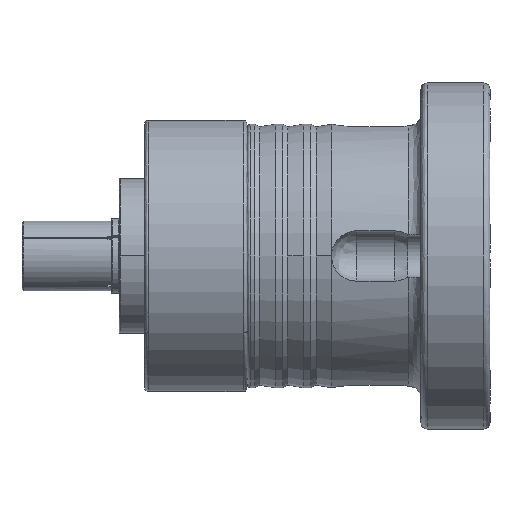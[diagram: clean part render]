
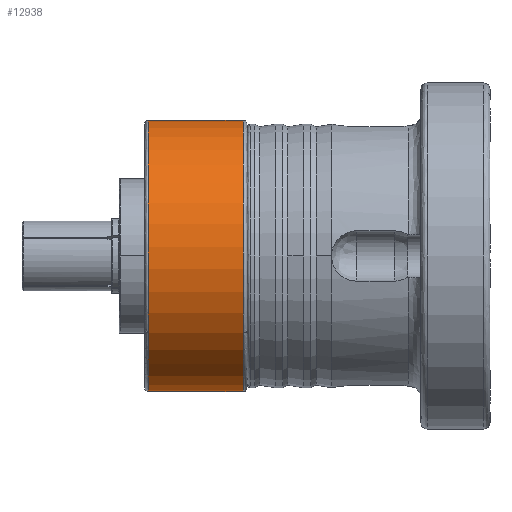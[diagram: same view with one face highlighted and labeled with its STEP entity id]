
A CAD part, left-side view. The second image highlights one B-rep face of the part: STEP entity #12938.
In plain terms, the highlighted cylindrical face has radius 53 mm (diameter 106 mm), a partial arc.
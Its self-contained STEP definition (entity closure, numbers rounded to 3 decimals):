
#12 = DIRECTION ( 'NONE',  ( 0., 0., 1. ) ) ;
#43 = DIRECTION ( 'NONE',  ( 0., -1., 0. ) ) ;
#53 = CARTESIAN_POINT ( 'NONE',  ( 0., 133.5, -53. ) ) ;
#60 = CARTESIAN_POINT ( 'NONE',  ( 0., 133.5, 0. ) ) ;
#171 = CARTESIAN_POINT ( 'NONE',  ( 0., 96.5, 53. ) ) ;
#527 = FACE_OUTER_BOUND ( 'NONE', #5766, .T. ) ;
#999 = CARTESIAN_POINT ( 'NONE',  ( 0., 150., 53. ) ) ;
#1842 = DIRECTION ( 'NONE',  ( 0., 0., 1. ) ) ;
#1934 = EDGE_CURVE ( 'NONE', #8862, #13990, #3782, .T. ) ;
#2837 = VECTOR ( 'NONE', #18737, 1000. ) ;
#3015 = VERTEX_POINT ( 'NONE', #3895 ) ;
#3173 = AXIS2_PLACEMENT_3D ( 'NONE', #17875, #17871, #17851 ) ;
#3199 = DIRECTION ( 'NONE',  ( 0., 0., 1. ) ) ;
#3232 = DIRECTION ( 'NONE',  ( 0., 1., 0. ) ) ;
#3261 = CARTESIAN_POINT ( 'NONE',  ( 0., 96.5, 0. ) ) ;
#3782 = CIRCLE ( 'NONE', #3173, 53. ) ;
#3890 = EDGE_CURVE ( 'NONE', #15373, #13721, #5735, .T. ) ;
#3895 = CARTESIAN_POINT ( 'NONE',  ( 0., 133.5, 53. ) ) ;
#4148 = CARTESIAN_POINT ( 'NONE',  ( 0., 96.5, -53. ) ) ;
#5735 = CIRCLE ( 'NONE', #22845, 53. ) ;
#5766 = EDGE_LOOP ( 'NONE', ( #21884, #18030, #21139, #7092, #19165, #13089 ) ) ;
#5774 = EDGE_CURVE ( 'NONE', #8862, #13721, #18193, .T. ) ;
#6142 = CIRCLE ( 'NONE', #8951, 53. ) ;
#7044 = VERTEX_POINT ( 'NONE', #171 ) ;
#7092 = ORIENTED_EDGE ( 'NONE', *, *, #12458, .T. ) ;
#7622 = VECTOR ( 'NONE', #22774, 1000. ) ;
#7991 = EDGE_CURVE ( 'NONE', #3015, #15373, #14663, .T. ) ;
#8862 = VERTEX_POINT ( 'NONE', #4148 ) ;
#8937 = EDGE_CURVE ( 'NONE', #13990, #7044, #6142, .T. ) ;
#8951 = AXIS2_PLACEMENT_3D ( 'NONE', #3261, #3232, #3199 ) ;
#9206 = LINE ( 'NONE', #999, #7622 ) ;
#10496 = CARTESIAN_POINT ( 'NONE',  ( -43.726, 133.5, -29.95 ) ) ;
#12458 = EDGE_CURVE ( 'NONE', #7044, #3015, #9206, .T. ) ;
#12938 = ADVANCED_FACE ( 'NONE', ( #527 ), #18854, .T. ) ;
#13089 = ORIENTED_EDGE ( 'NONE', *, *, #3890, .T. ) ;
#13721 = VERTEX_POINT ( 'NONE', #53 ) ;
#13990 = VERTEX_POINT ( 'NONE', #17326 ) ;
#14663 = CIRCLE ( 'NONE', #15732, 53. ) ;
#14823 = DIRECTION ( 'NONE',  ( 0., 1., 0. ) ) ;
#15373 = VERTEX_POINT ( 'NONE', #10496 ) ;
#15732 = AXIS2_PLACEMENT_3D ( 'NONE', #60, #43, #12 ) ;
#17135 = AXIS2_PLACEMENT_3D ( 'NONE', #18293, #14823, #1842 ) ;
#17326 = CARTESIAN_POINT ( 'NONE',  ( -43.726, 96.5, -29.95 ) ) ;
#17851 = DIRECTION ( 'NONE',  ( 0., 0., 1. ) ) ;
#17871 = DIRECTION ( 'NONE',  ( 0., 1., 0. ) ) ;
#17875 = CARTESIAN_POINT ( 'NONE',  ( 0., 96.5, 0. ) ) ;
#18030 = ORIENTED_EDGE ( 'NONE', *, *, #1934, .T. ) ;
#18193 = LINE ( 'NONE', #18487, #2837 ) ;
#18293 = CARTESIAN_POINT ( 'NONE',  ( 0., 150., 0. ) ) ;
#18487 = CARTESIAN_POINT ( 'NONE',  ( 0., 150., -53. ) ) ;
#18737 = DIRECTION ( 'NONE',  ( 0., 1., 0. ) ) ;
#18854 = CYLINDRICAL_SURFACE ( 'NONE', #17135, 53. ) ;
#19165 = ORIENTED_EDGE ( 'NONE', *, *, #7991, .T. ) ;
#20225 = DIRECTION ( 'NONE',  ( 0., 0., 1. ) ) ;
#20244 = DIRECTION ( 'NONE',  ( 0., -1., 0. ) ) ;
#20266 = CARTESIAN_POINT ( 'NONE',  ( 0., 133.5, 0. ) ) ;
#21139 = ORIENTED_EDGE ( 'NONE', *, *, #8937, .T. ) ;
#21884 = ORIENTED_EDGE ( 'NONE', *, *, #5774, .F. ) ;
#22774 = DIRECTION ( 'NONE',  ( 0., 1., 0. ) ) ;
#22845 = AXIS2_PLACEMENT_3D ( 'NONE', #20266, #20244, #20225 ) ;
